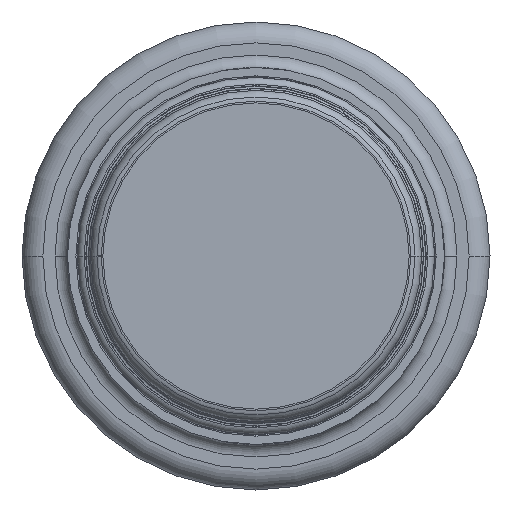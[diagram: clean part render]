
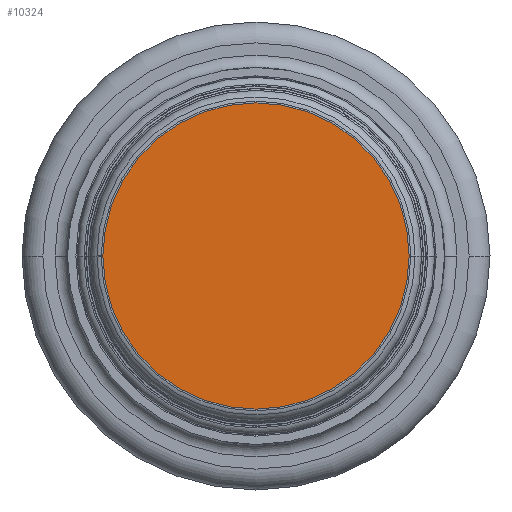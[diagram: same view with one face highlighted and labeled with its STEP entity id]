
A CAD part, left-side view. The second image highlights one B-rep face of the part: STEP entity #10324.
In plain terms, the highlighted face is planar.
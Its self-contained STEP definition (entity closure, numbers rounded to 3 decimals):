
#9777=CARTESIAN_POINT('',(0.,0.8,0.));
#9778=DIRECTION('',(0.,-1.,0.));
#9779=DIRECTION('',(1.,0.,0.));
#9780=AXIS2_PLACEMENT_3D('',#9777,#9778,#9779);
#9785=CARTESIAN_POINT('',(-18.325,0.8,0.007));
#9786=CARTESIAN_POINT('',(-18.325,0.8,0.005));
#9787=CARTESIAN_POINT('',(-18.325,0.8,0.002));
#9788=CARTESIAN_POINT('',(-18.325,0.8,0.));
#9793=CARTESIAN_POINT('',(0.,0.8,0.));
#9794=DIRECTION('',(0.,-1.,0.));
#9795=DIRECTION('',(-1.,0.,0.));
#9796=AXIS2_PLACEMENT_3D('',#9793,#9794,#9795);
#9801=CARTESIAN_POINT('',(18.325,0.8,-0.007));
#9802=CARTESIAN_POINT('',(18.325,0.8,-0.005));
#9803=CARTESIAN_POINT('',(18.325,0.8,-0.002));
#9804=CARTESIAN_POINT('',(18.325,0.8,0.));
#9895=CARTESIAN_POINT('',(-18.325,0.8,0.));
#9896=VERTEX_POINT('',#9895);
#9897=VERTEX_POINT('',#9785);
#9898=CARTESIAN_POINT('',(18.325,0.8,0.));
#9899=VERTEX_POINT('',#9898);
#9902=VERTEX_POINT('',#9801);
#10313=CARTESIAN_POINT('',(0.,0.8,0.));
#10314=DIRECTION('',(0.,1.,0.));
#10315=DIRECTION('',(1.,0.,0.));
#10316=AXIS2_PLACEMENT_3D('',#10313,#10314,#10315);
#10317=PLANE('',#10316);
#10318=ORIENTED_EDGE('',*,*,#10274,.T.);
#10319=ORIENTED_EDGE('',*,*,#10272,.T.);
#10320=ORIENTED_EDGE('',*,*,#10293,.T.);
#10321=ORIENTED_EDGE('',*,*,#10291,.T.);
#10322=EDGE_LOOP('',(#10318,#10319,#10320,#10321));
#10323=FACE_OUTER_BOUND('',#10322,.F.);
#9781=CIRCLE('',#9780,18.325);
#9789=B_SPLINE_CURVE_WITH_KNOTS('',3,(#9785,#9786,#9787,#9788),.UNSPECIFIED.,
.F.,.F.,(4,4),(0.,1.),.UNSPECIFIED.);
#9797=CIRCLE('',#9796,18.325);
#9805=B_SPLINE_CURVE_WITH_KNOTS('',3,(#9801,#9802,#9803,#9804),.UNSPECIFIED.,
.F.,.F.,(4,4),(0.,1.),.UNSPECIFIED.);
#10272=EDGE_CURVE('',#9897,#9896,#9789,.T.);
#10274=EDGE_CURVE('',#9899,#9897,#9781,.T.);
#10291=EDGE_CURVE('',#9902,#9899,#9805,.T.);
#10293=EDGE_CURVE('',#9896,#9902,#9797,.T.);
#10324=ADVANCED_FACE('',(#10323),#10317,.T.);
